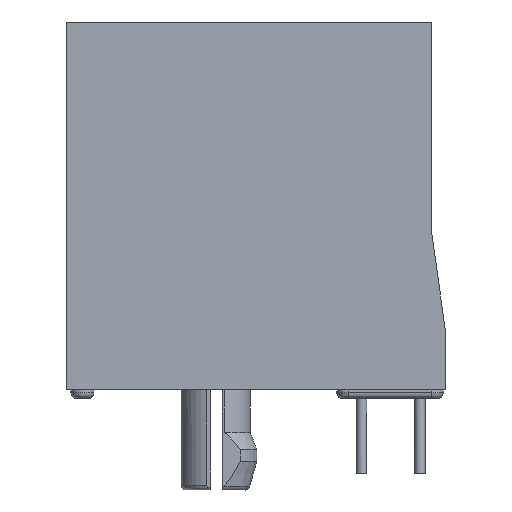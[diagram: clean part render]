
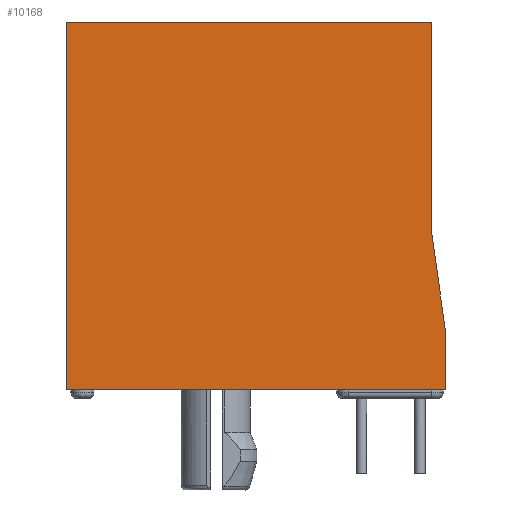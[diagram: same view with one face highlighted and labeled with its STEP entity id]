
A CAD part, left-side view. The second image highlights one B-rep face of the part: STEP entity #10168.
In plain terms, the highlighted planar face has unit normal (-1, 0, 0).
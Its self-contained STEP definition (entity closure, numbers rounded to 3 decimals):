
#830=DIRECTION('',(0.,1.,0.));
#831=VECTOR('',#830,15.9);
#832=CARTESIAN_POINT('',(-7.75,0.,0.));
#833=LINE('',#832,#831);
#834=DIRECTION('',(0.,0.,1.));
#835=VECTOR('',#834,9.2);
#836=CARTESIAN_POINT('',(-7.75,0.,-9.2));
#837=LINE('',#836,#835);
#838=DIRECTION('',(0.,0.138,0.99));
#839=VECTOR('',#838,4.342);
#840=CARTESIAN_POINT('',(-7.75,-0.6,-13.5));
#841=LINE('',#840,#839);
#842=DIRECTION('',(0.,0.,1.));
#843=VECTOR('',#842,2.5);
#844=CARTESIAN_POINT('',(-7.75,-0.6,-16.));
#845=LINE('',#844,#843);
#846=DIRECTION('',(0.,-1.,0.));
#847=VECTOR('',#846,16.5);
#848=CARTESIAN_POINT('',(-7.75,15.9,-16.));
#849=LINE('',#848,#847);
#850=DIRECTION('',(0.,0.,-1.));
#851=VECTOR('',#850,16.);
#852=CARTESIAN_POINT('',(-7.75,15.9,0.));
#853=LINE('',#852,#851);
#7893=CARTESIAN_POINT('',(-7.75,15.9,-16.));
#7894=CARTESIAN_POINT('',(-7.75,-0.6,-16.));
#7895=VERTEX_POINT('',#7893);
#7896=VERTEX_POINT('',#7894);
#8427=CARTESIAN_POINT('',(-7.75,0.,-9.2));
#8429=VERTEX_POINT('',#8427);
#8437=CARTESIAN_POINT('',(-7.75,0.,0.));
#8438=VERTEX_POINT('',#8437);
#8447=CARTESIAN_POINT('',(-7.75,-0.6,-13.5));
#8449=VERTEX_POINT('',#8447);
#8537=CARTESIAN_POINT('',(-7.75,15.9,0.));
#8538=VERTEX_POINT('',#8537);
#10152=CARTESIAN_POINT('',(-7.75,7.65,-8.));
#10153=DIRECTION('',(1.,0.,0.));
#10154=DIRECTION('',(0.,0.,1.));
#10155=AXIS2_PLACEMENT_3D('',#10152,#10153,#10154);
#10156=PLANE('',#10155);
#10157=ORIENTED_EDGE('',*,*,#9792,.F.);
#10159=ORIENTED_EDGE('',*,*,#10158,.F.);
#10161=ORIENTED_EDGE('',*,*,#10160,.F.);
#10163=ORIENTED_EDGE('',*,*,#10162,.F.);
#10164=ORIENTED_EDGE('',*,*,#9847,.F.);
#10165=ORIENTED_EDGE('',*,*,#9837,.F.);
#10166=EDGE_LOOP('',(#10157,#10159,#10161,#10163,#10164,#10165));
#10167=FACE_OUTER_BOUND('',#10166,.F.);
#9792=EDGE_CURVE('',#8438,#8538,#833,.T.);
#9837=EDGE_CURVE('',#8538,#7895,#853,.T.);
#9847=EDGE_CURVE('',#7895,#7896,#849,.T.);
#10158=EDGE_CURVE('',#8429,#8438,#837,.T.);
#10160=EDGE_CURVE('',#8449,#8429,#841,.T.);
#10162=EDGE_CURVE('',#7896,#8449,#845,.T.);
#10168=ADVANCED_FACE('',(#10167),#10156,.F.);
